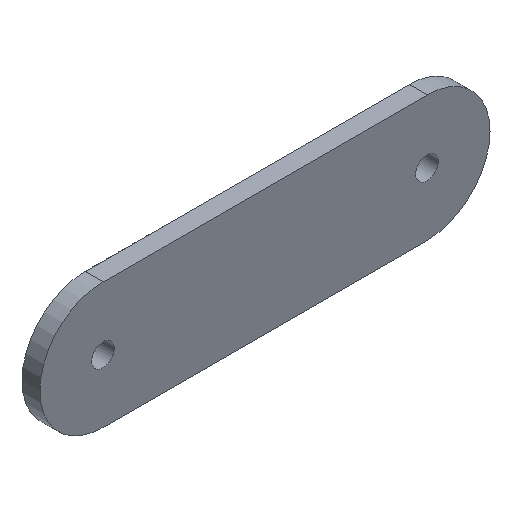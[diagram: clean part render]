
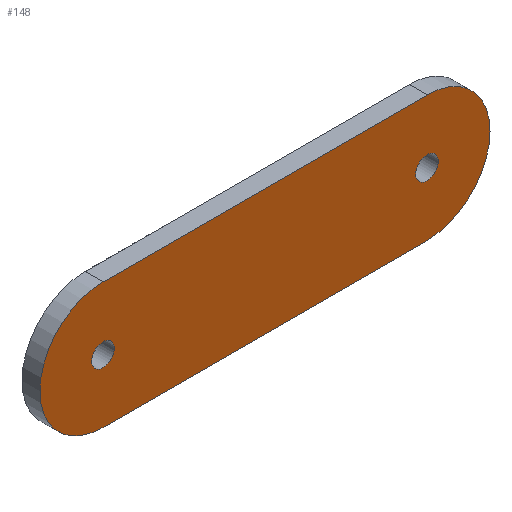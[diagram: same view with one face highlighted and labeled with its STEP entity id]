
A CAD part, isometric view. The second image highlights one B-rep face of the part: STEP entity #148.
In plain terms, the highlighted planar face has unit normal (0, -1, 0).
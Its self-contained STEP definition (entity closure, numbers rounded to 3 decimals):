
#17=FACE_BOUND('',#41,.T.);
#18=FACE_BOUND('',#42,.T.);
#22=PLANE('',#178);
#30=FACE_OUTER_BOUND('',#40,.T.);
#40=EDGE_LOOP('',(#131,#132,#133,#134));
#41=EDGE_LOOP('',(#135));
#42=EDGE_LOOP('',(#136));
#45=LINE('',#239,#55);
#50=LINE('',#253,#60);
#55=VECTOR('',#197,10.);
#60=VECTOR('',#210,10.);
#64=CIRCLE('',#165,1.25);
#66=CIRCLE('',#168,1.25);
#67=CIRCLE('',#171,7.);
#69=CIRCLE('',#175,7.);
#72=VERTEX_POINT('',#227);
#74=VERTEX_POINT('',#233);
#75=VERTEX_POINT('',#237);
#76=VERTEX_POINT('',#238);
#79=VERTEX_POINT('',#246);
#81=VERTEX_POINT('',#252);
#85=EDGE_CURVE('',#72,#72,#64,.T.);
#88=EDGE_CURVE('',#74,#74,#66,.T.);
#89=EDGE_CURVE('',#75,#76,#45,.T.);
#93=EDGE_CURVE('',#79,#75,#67,.T.);
#96=EDGE_CURVE('',#81,#79,#50,.T.);
#99=EDGE_CURVE('',#76,#81,#69,.T.);
#131=ORIENTED_EDGE('',*,*,#99,.F.);
#132=ORIENTED_EDGE('',*,*,#89,.F.);
#133=ORIENTED_EDGE('',*,*,#93,.F.);
#134=ORIENTED_EDGE('',*,*,#96,.F.);
#135=ORIENTED_EDGE('',*,*,#88,.F.);
#136=ORIENTED_EDGE('',*,*,#85,.F.);
#148=ADVANCED_FACE('',(#30,#17,#18),#22,.F.);
#165=AXIS2_PLACEMENT_3D('',#229,#186,#187);
#168=AXIS2_PLACEMENT_3D('',#235,#193,#194);
#171=AXIS2_PLACEMENT_3D('',#247,#203,#204);
#175=AXIS2_PLACEMENT_3D('',#258,#215,#216);
#178=AXIS2_PLACEMENT_3D('',#261,#221,#222);
#186=DIRECTION('center_axis',(0.,-1.,0.));
#187=DIRECTION('ref_axis',(-1.,0.,0.));
#193=DIRECTION('center_axis',(0.,-1.,0.));
#194=DIRECTION('ref_axis',(-1.,0.,0.));
#197=DIRECTION('',(-1.,0.,0.));
#203=DIRECTION('center_axis',(0.,1.,0.));
#204=DIRECTION('ref_axis',(-1.,0.,0.));
#210=DIRECTION('',(1.,0.,0.));
#215=DIRECTION('center_axis',(0.,1.,0.));
#216=DIRECTION('ref_axis',(-1.,0.,0.));
#221=DIRECTION('center_axis',(0.,1.,0.));
#222=DIRECTION('ref_axis',(-1.,0.,0.));
#227=CARTESIAN_POINT('',(63.25,-150.2,34.5));
#229=CARTESIAN_POINT('Origin',(62.,-150.2,34.5));
#233=CARTESIAN_POINT('',(99.25,-150.2,34.5));
#235=CARTESIAN_POINT('Origin',(98.,-150.2,34.5));
#237=CARTESIAN_POINT('',(98.,-150.2,27.5));
#238=CARTESIAN_POINT('',(62.,-150.2,27.5));
#239=CARTESIAN_POINT('',(98.,-150.2,27.5));
#246=CARTESIAN_POINT('',(98.,-150.2,41.5));
#247=CARTESIAN_POINT('Origin',(98.,-150.2,34.5));
#252=CARTESIAN_POINT('',(62.,-150.2,41.5));
#253=CARTESIAN_POINT('',(62.,-150.2,41.5));
#258=CARTESIAN_POINT('Origin',(62.,-150.2,34.5));
#261=CARTESIAN_POINT('Origin',(80.,-150.2,34.5));
